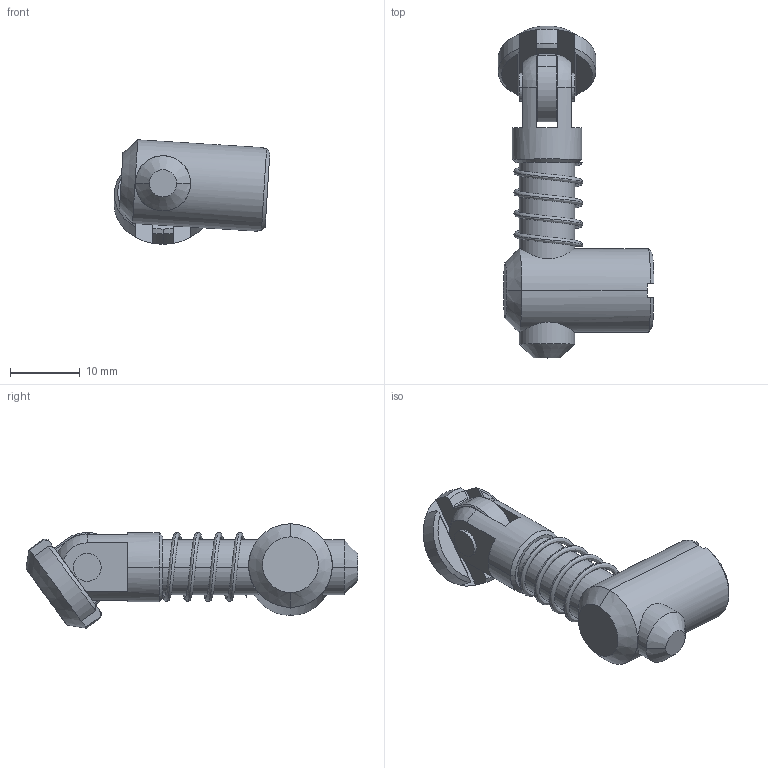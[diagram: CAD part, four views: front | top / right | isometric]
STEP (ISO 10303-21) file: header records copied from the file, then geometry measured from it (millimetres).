
FILE_DESCRIPTION (( 'STEP AP203' ), '1' );
FILE_NAME ('3.11.30.04.STEP', '2014-06-24T02:54:15', ( 'USER' ), ( 'Microsoft' ), 'SwSTEP 2.0', 'SolidWorks 2012', '' );
FILE_SCHEMA (( 'CONFIG_CONTROL_DESIGN' ));
Length unit declared in the file: millimetre
Products named in the file (1): 3.11.30.04
Bounding box: 22.31 x 47.56 x 14.96 mm (x, y, z)
Surface area: 3742 mm2 (no closed solid volume)
Topology: 0 solids, 6 shells, 98 faces, 255 edges, 166 vertices
Faces by surface type: plane 54, cylinder 20, cone 20, sphere 2, bspline 2
Entity records: 4453 total; most frequent: CARTESIAN_POINT 1988, DIRECTION 499, ORIENTED_EDGE 488, EDGE_CURVE 255, AXIS2_PLACEMENT_3D 187, VERTEX_POINT 166, LINE 125, VECTOR 125
